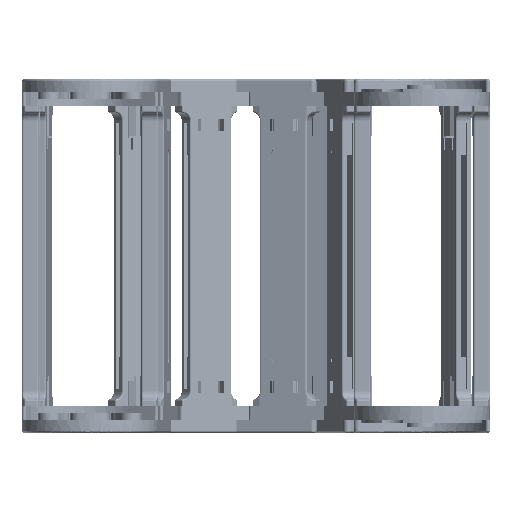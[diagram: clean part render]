
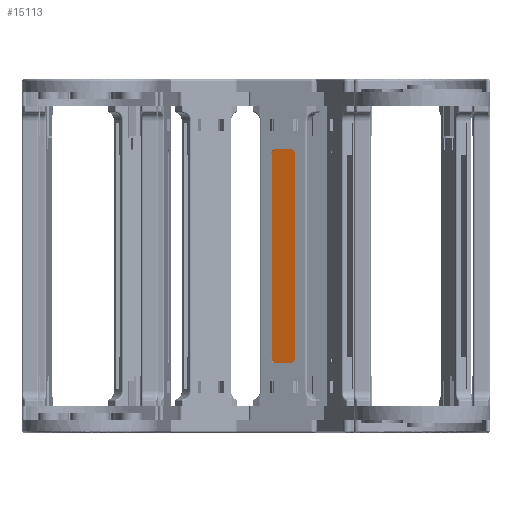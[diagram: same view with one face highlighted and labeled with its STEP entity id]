
A CAD part, left-side view. The second image highlights one B-rep face of the part: STEP entity #15113.
In plain terms, the highlighted face is planar.
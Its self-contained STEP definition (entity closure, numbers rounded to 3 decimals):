
#837 = AXIS2_PLACEMENT_3D ( 'NONE', #25070, #16056, #37708 ) ;
#1281 = FACE_OUTER_BOUND ( 'NONE', #5446, .T. ) ;
#2128 = CARTESIAN_POINT ( 'NONE',  ( 8.292, -38.967, -20.791 ) ) ;
#2263 = DIRECTION ( 'NONE',  ( 0., 0., 1. ) ) ;
#2885 = ORIENTED_EDGE ( 'NONE', *, *, #35882, .F. ) ;
#3160 = EDGE_CURVE ( 'NONE', #3761, #14412, #29234, .T. ) ;
#3761 = VERTEX_POINT ( 'NONE', #7969 ) ;
#4441 = CARTESIAN_POINT ( 'NONE',  ( 8.292, -38.967, -46.444 ) ) ;
#5353 = DIRECTION ( 'NONE',  ( 0., 0., -1. ) ) ;
#5446 = EDGE_LOOP ( 'NONE', ( #38005, #2885, #11469, #38197, #15074, #20994, #26445, #7819 ) ) ;
#5477 = DIRECTION ( 'NONE',  ( 0., 1., 0. ) ) ;
#5699 = VECTOR ( 'NONE', #11768, 1000. ) ;
#6534 = CARTESIAN_POINT ( 'NONE',  ( 8.292, -38.967, -149.379 ) ) ;
#7315 = CARTESIAN_POINT ( 'NONE',  ( 10.807, -38.967, -146.864 ) ) ;
#7497 = CARTESIAN_POINT ( 'NONE',  ( 8.292, -38.967, -20.791 ) ) ;
#7529 = DIRECTION ( 'NONE',  ( 0., 0., 1. ) ) ;
#7659 = PLANE ( 'NONE',  #23462 ) ;
#7819 = ORIENTED_EDGE ( 'NONE', *, *, #3160, .F. ) ;
#7919 = EDGE_CURVE ( 'NONE', #14077, #35971, #30851, .T. ) ;
#7969 = CARTESIAN_POINT ( 'NONE',  ( -4.283, -38.967, -23.306 ) ) ;
#8651 = VECTOR ( 'NONE', #35728, 1000. ) ;
#11469 = ORIENTED_EDGE ( 'NONE', *, *, #7919, .F. ) ;
#11767 = CARTESIAN_POINT ( 'NONE',  ( -1.768, -38.967, -146.864 ) ) ;
#11768 = DIRECTION ( 'NONE',  ( 0., 0., -1. ) ) ;
#12705 = CARTESIAN_POINT ( 'NONE',  ( -1.768, -38.967, -149.379 ) ) ;
#12895 = LINE ( 'NONE', #35977, #5699 ) ;
#13568 = AXIS2_PLACEMENT_3D ( 'NONE', #28068, #30608, #22026 ) ;
#13836 = EDGE_CURVE ( 'NONE', #14412, #19960, #18561, .T. ) ;
#13929 = AXIS2_PLACEMENT_3D ( 'NONE', #11767, #5477, #5353 ) ;
#14077 = VERTEX_POINT ( 'NONE', #6534 ) ;
#14412 = VERTEX_POINT ( 'NONE', #25038 ) ;
#15074 = ORIENTED_EDGE ( 'NONE', *, *, #39075, .F. ) ;
#15113 = ADVANCED_FACE ( 'NONE', ( #1281 ), #7659, .F. ) ;
#16056 = DIRECTION ( 'NONE',  ( 0., 1., 0. ) ) ;
#18561 = LINE ( 'NONE', #2128, #32987 ) ;
#19190 = CIRCLE ( 'NONE', #20967, 2.515 ) ;
#19960 = VERTEX_POINT ( 'NONE', #7497 ) ;
#20484 = VERTEX_POINT ( 'NONE', #7315 ) ;
#20663 = DIRECTION ( 'NONE',  ( 0., 1., 0. ) ) ;
#20967 = AXIS2_PLACEMENT_3D ( 'NONE', #39083, #20663, #2263 ) ;
#20994 = ORIENTED_EDGE ( 'NONE', *, *, #39016, .F. ) ;
#21277 = VERTEX_POINT ( 'NONE', #33578 ) ;
#22026 = DIRECTION ( 'NONE',  ( 0., 0., 1. ) ) ;
#22615 = LINE ( 'NONE', #23618, #8651 ) ;
#23462 = AXIS2_PLACEMENT_3D ( 'NONE', #4441, #25939, #7529 ) ;
#23618 = CARTESIAN_POINT ( 'NONE',  ( -4.283, -38.967, -46.444 ) ) ;
#24561 = CARTESIAN_POINT ( 'NONE',  ( 10.807, -38.967, -23.306 ) ) ;
#24638 = EDGE_CURVE ( 'NONE', #20484, #14077, #33425, .T. ) ;
#25038 = CARTESIAN_POINT ( 'NONE',  ( -1.768, -38.967, -20.791 ) ) ;
#25070 = CARTESIAN_POINT ( 'NONE',  ( 8.292, -38.967, -146.864 ) ) ;
#25939 = DIRECTION ( 'NONE',  ( 0., 1., 0. ) ) ;
#26445 = ORIENTED_EDGE ( 'NONE', *, *, #13836, .F. ) ;
#28068 = CARTESIAN_POINT ( 'NONE',  ( -1.768, -38.967, -23.306 ) ) ;
#29234 = CIRCLE ( 'NONE', #13568, 2.515 ) ;
#30551 = CARTESIAN_POINT ( 'NONE',  ( 8.292, -38.967, -149.379 ) ) ;
#30608 = DIRECTION ( 'NONE',  ( 0., 1., 0. ) ) ;
#30851 = LINE ( 'NONE', #30551, #35663 ) ;
#32345 = CIRCLE ( 'NONE', #13929, 2.515 ) ;
#32987 = VECTOR ( 'NONE', #35715, 1000. ) ;
#33425 = CIRCLE ( 'NONE', #837, 2.515 ) ;
#33578 = CARTESIAN_POINT ( 'NONE',  ( -4.283, -38.967, -146.864 ) ) ;
#35663 = VECTOR ( 'NONE', #39840, 1000. ) ;
#35715 = DIRECTION ( 'NONE',  ( 1., 0., 0. ) ) ;
#35728 = DIRECTION ( 'NONE',  ( 0., 0., 1. ) ) ;
#35882 = EDGE_CURVE ( 'NONE', #35971, #21277, #32345, .T. ) ;
#35971 = VERTEX_POINT ( 'NONE', #12705 ) ;
#35977 = CARTESIAN_POINT ( 'NONE',  ( 10.807, -38.967, -46.444 ) ) ;
#36449 = VERTEX_POINT ( 'NONE', #24561 ) ;
#37708 = DIRECTION ( 'NONE',  ( 0., 0., 1. ) ) ;
#38005 = ORIENTED_EDGE ( 'NONE', *, *, #38243, .F. ) ;
#38197 = ORIENTED_EDGE ( 'NONE', *, *, #24638, .F. ) ;
#38243 = EDGE_CURVE ( 'NONE', #21277, #3761, #22615, .T. ) ;
#39016 = EDGE_CURVE ( 'NONE', #19960, #36449, #19190, .T. ) ;
#39075 = EDGE_CURVE ( 'NONE', #36449, #20484, #12895, .T. ) ;
#39083 = CARTESIAN_POINT ( 'NONE',  ( 8.292, -38.967, -23.306 ) ) ;
#39840 = DIRECTION ( 'NONE',  ( -1., 0., 0. ) ) ;
